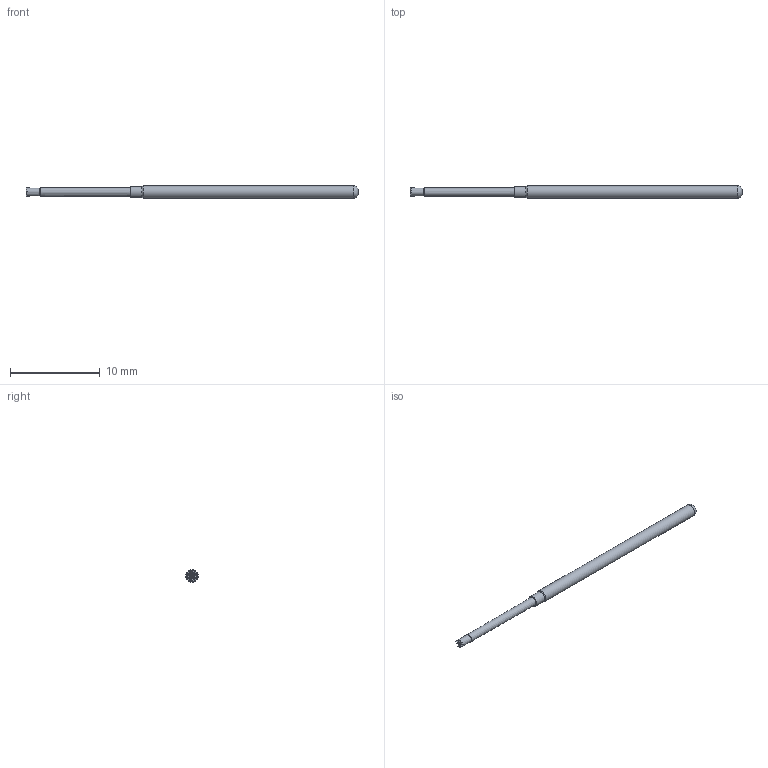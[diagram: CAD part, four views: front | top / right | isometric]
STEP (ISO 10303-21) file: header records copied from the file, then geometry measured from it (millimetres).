
FILE_DESCRIPTION (( 'STEP AP214' ), '1' );
FILE_NAME ('100-PR_4076_.STEP', '2017-10-06T17:39:51', ( '' ), ( '' ), 'SwSTEP 2.0', 'SolidWorks 2017', '' );
FILE_SCHEMA (( 'AUTOMOTIVE_DESIGN' ));
Length unit declared in the file: inch
Products named in the file (1): 100-PR_4076_
Bounding box: 37.08 x 1.37 x 1.37 mm (x, y, z)
Volume: 44.5 mm3; surface area: 144.4 mm2
Topology: 1 solids, 1 shells, 39 faces, 99 edges, 63 vertices
Faces by surface type: cone 24, cylinder 12, plane 2, torus 1
Full cylindrical faces by diameter (mm): 1.219 x1, 1.367 x1
Entity records: 1705 total; most frequent: CARTESIAN_POINT 367, ORIENTED_EDGE 176, DIRECTION 136, EDGE_CURVE 88, AXIS2_PLACEMENT_3D 68, B_SPLINE_CURVE_WITH_KNOTS 60, VERTEX_POINT 59, EDGE_LOOP 47
